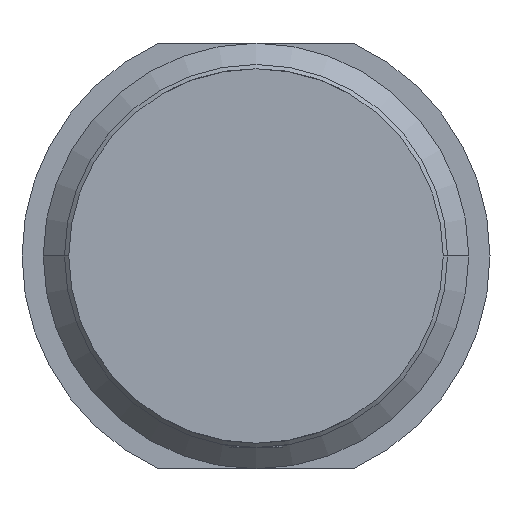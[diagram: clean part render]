
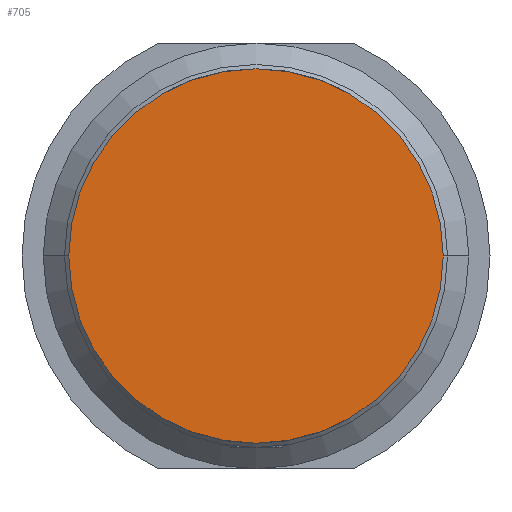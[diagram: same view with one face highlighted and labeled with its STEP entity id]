
A CAD part, front view. The second image highlights one B-rep face of the part: STEP entity #705.
In plain terms, the highlighted planar face has unit normal (0, -1, 0).
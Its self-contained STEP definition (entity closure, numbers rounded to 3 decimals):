
#59 = VERTEX_POINT ( 'NONE', #908 ) ;
#412 = AXIS2_PLACEMENT_3D ( 'NONE', #452, #493, #1694 ) ;
#452 = CARTESIAN_POINT ( 'NONE',  ( 0., 0., 0. ) ) ;
#492 = AXIS2_PLACEMENT_3D ( 'NONE', #1596, #1026, #2201 ) ;
#493 = DIRECTION ( 'NONE',  ( 0., -1., 0. ) ) ;
#495 = VERTEX_POINT ( 'NONE', #2652 ) ;
#551 = ORIENTED_EDGE ( 'NONE', *, *, #2397, .T. ) ;
#705 = ADVANCED_FACE ( 'Defeature ausgef�hrt1_11', ( #3604 ), #3640, .F. ) ;
#908 = CARTESIAN_POINT ( 'NONE',  ( 2.2, 0., 0. ) ) ;
#1026 = DIRECTION ( 'NONE',  ( 0., -1., 0. ) ) ;
#1520 = EDGE_LOOP ( 'NONE', ( #1973, #551 ) ) ;
#1596 = CARTESIAN_POINT ( 'NONE',  ( 0., 0., 0. ) ) ;
#1694 = DIRECTION ( 'NONE',  ( -1., 0., 0. ) ) ;
#1840 = AXIS2_PLACEMENT_3D ( 'NONE', #2414, #2471, #2768 ) ;
#1973 = ORIENTED_EDGE ( 'NONE', *, *, #3090, .T. ) ;
#2201 = DIRECTION ( 'NONE',  ( -1., 0., 0. ) ) ;
#2397 = EDGE_CURVE ( 'Defeature ausgef�hrt1_11+Defeature ausgef�hrt1_18+Defeature ausgef�hrt1_18+Defeature ausgef�hrt1_18', #59, #495, #2479, .T. ) ;
#2414 = CARTESIAN_POINT ( 'NONE',  ( 0., 0., -1.9 ) ) ;
#2471 = DIRECTION ( 'NONE',  ( 0., 1., 0. ) ) ;
#2479 = CIRCLE ( 'NONE', #412, 2.2 ) ;
#2652 = CARTESIAN_POINT ( 'NONE',  ( -2.2, 0., 0. ) ) ;
#2768 = DIRECTION ( 'NONE',  ( 1., 0., 0. ) ) ;
#3090 = EDGE_CURVE ( 'Defeature ausgef�hrt1_11+Defeature ausgef�hrt1_18+Defeature ausgef�hrt1_18+Defeature ausgef�hrt1_18', #495, #59, #3430, .T. ) ;
#3430 = CIRCLE ( 'NONE', #492, 2.2 ) ;
#3604 = FACE_OUTER_BOUND ( 'NONE', #1520, .T. ) ;
#3640 = PLANE ( 'NONE',  #1840 ) ;
